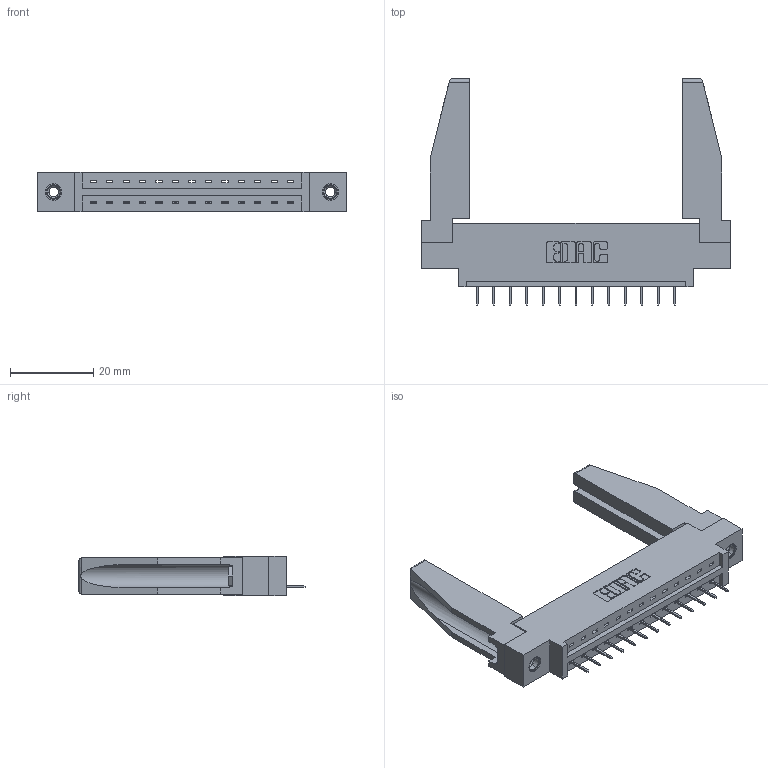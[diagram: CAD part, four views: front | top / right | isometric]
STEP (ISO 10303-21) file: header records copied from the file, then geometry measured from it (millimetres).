
FILE_DESCRIPTION (( 'STEP AP203' ), '1' );
FILE_NAME ('337-013-524-678.STEP', '2019-09-28T01:55:55', ( '' ), ( '' ), 'SwSTEP 2.0', 'SolidWorks 2016', '' );
FILE_SCHEMA (( 'CONFIG_CONTROL_DESIGN' ));
Length unit declared in the file: inch
Products named in the file (5): 307-220-078; 345-292-001_345-293-124; 337 Part_0.170 Offset - 0.156 Dia-TI; 337-013-524-678; 345-250-001_345-250-001-102
Assembly tree (18 placements, depth 2):
  337-013-524-678
    337 Part_0.170 Offset - 0.156 Dia-TI
    345-292-001_345-293-124  x13
    345-250-001_345-250-001-102  x2
    307-220-078  x2
Bounding box: 74.52 x 54.49 x 9.4 mm (x, y, z)
Volume: 11207 mm3; surface area: 11046.1 mm2
Topology: 18 solids, 18 shells, 1106 faces, 3149 edges, 2038 vertices
Faces by surface type: plane 834, cylinder 256, cone 12, torus 4
Entity records: 16060 total; most frequent: CARTESIAN_POINT 2787, ORIENTED_EDGE 2692, DIRECTION 2416, EDGE_CURVE 1346, VECTOR 1184, LINE 1184, VERTEX_POINT 888, AXIS2_PLACEMENT_3D 616
